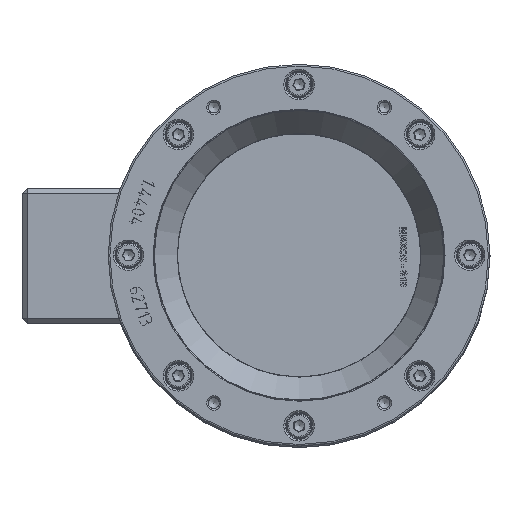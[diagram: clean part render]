
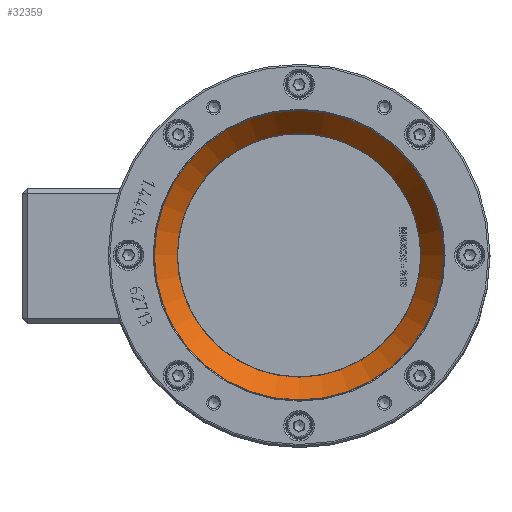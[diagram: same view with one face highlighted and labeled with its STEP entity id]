
A CAD part, top view. The second image highlights one B-rep face of the part: STEP entity #32359.
In plain terms, the highlighted conical face has half-angle 34.992 degrees and reference radius 39.5 mm.
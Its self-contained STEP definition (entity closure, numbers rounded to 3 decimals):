
#894=CONICAL_SURFACE('',#34729,39.5,0.611);
#1409=CIRCLE('',#34727,42.829);
#1410=CIRCLE('',#34730,36.054);
#4940=FACE_OUTER_BOUND('',#6957,.T.);
#6957=EDGE_LOOP('',(#26301,#26302,#26303,#26304));
#9562=LINE('',#56652,#12058);
#12058=VECTOR('',#40314,39.5);
#14740=VERTEX_POINT('',#56645);
#14741=VERTEX_POINT('',#56651);
#18818=EDGE_CURVE('',#14740,#14740,#1409,.T.);
#18820=EDGE_CURVE('',#14740,#14741,#9562,.T.);
#18821=EDGE_CURVE('',#14741,#14741,#1410,.T.);
#26301=ORIENTED_EDGE('',*,*,#18818,.F.);
#26302=ORIENTED_EDGE('',*,*,#18820,.T.);
#26303=ORIENTED_EDGE('',*,*,#18821,.F.);
#26304=ORIENTED_EDGE('',*,*,#18820,.F.);
#32359=ADVANCED_FACE('',(#4940),#894,.F.);
#34727=AXIS2_PLACEMENT_3D('',#56647,#40307,#40308);
#34729=AXIS2_PLACEMENT_3D('',#56650,#40312,#40313);
#34730=AXIS2_PLACEMENT_3D('',#56653,#40315,#40316);
#40307=DIRECTION('center_axis',(0.,0.,1.));
#40308=DIRECTION('ref_axis',(1.,0.,0.));
#40312=DIRECTION('center_axis',(0.,0.,-1.));
#40313=DIRECTION('ref_axis',(1.,0.,0.));
#40314=DIRECTION('',(0.573,0.,0.819));
#40315=DIRECTION('center_axis',(0.,0.,-1.));
#40316=DIRECTION('ref_axis',(1.,0.,0.));
#56645=CARTESIAN_POINT('',(-42.829,0.,0.244));
#56647=CARTESIAN_POINT('Origin',(0.,0.,0.244));
#56650=CARTESIAN_POINT('Origin',(0.,0.,5.));
#56651=CARTESIAN_POINT('',(-36.054,0.,9.923));
#56652=CARTESIAN_POINT('',(-39.5,0.,5.));
#56653=CARTESIAN_POINT('Origin',(0.,0.,9.923));
